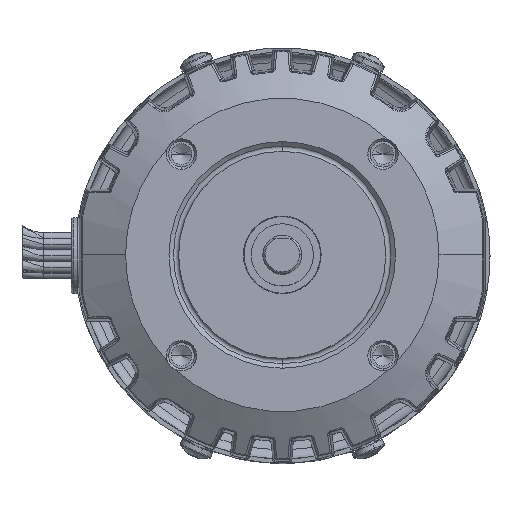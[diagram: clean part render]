
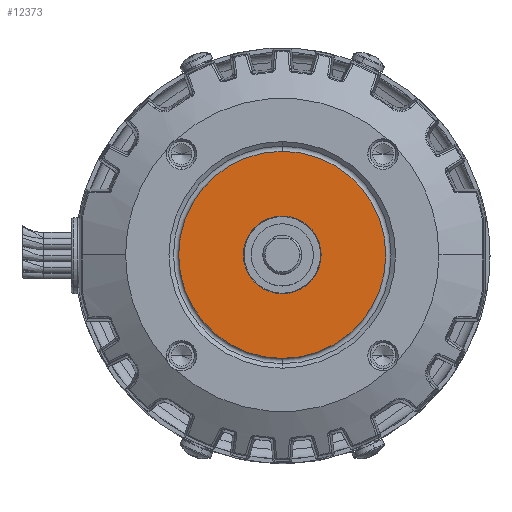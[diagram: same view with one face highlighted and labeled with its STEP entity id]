
A CAD part, top view. The second image highlights one B-rep face of the part: STEP entity #12373.
In plain terms, the highlighted planar face has unit normal (0, 0, 1).
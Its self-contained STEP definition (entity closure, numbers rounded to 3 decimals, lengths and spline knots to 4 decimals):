
#200 = ORIENTED_EDGE ( 'NONE', *, *, #72052, .T. ) ;
#201 = ORIENTED_EDGE ( 'NONE', *, *, #71052, .T. ) ;
#202 = ORIENTED_EDGE ( 'NONE', *, *, #72051, .F. ) ;
#203 = ORIENTED_EDGE ( 'NONE', *, *, #70426, .F. ) ;
#6766 = CARTESIAN_POINT ( 'NONE',  ( 0., 0., 1.433 ) ) ;
#6767 = DIRECTION ( 'NONE',  ( 0., 0., -1. ) ) ;
#6769 = DIRECTION ( 'NONE',  ( 0., 1., 0. ) ) ;
#7697 = CARTESIAN_POINT ( 'NONE',  ( 0., 0., 1.433 ) ) ;
#7699 = DIRECTION ( 'NONE',  ( 0., 0., -1. ) ) ;
#7701 = DIRECTION ( 'NONE',  ( 0., 1., 0. ) ) ;
#7705 = CARTESIAN_POINT ( 'NONE',  ( 0., 0., 1.433 ) ) ;
#7707 = DIRECTION ( 'NONE',  ( 0., 0., -1. ) ) ;
#7709 = DIRECTION ( 'NONE',  ( 0., 1., 0. ) ) ;
#9852 = CARTESIAN_POINT ( 'NONE',  ( 0., 0., 1.433 ) ) ;
#9855 = DIRECTION ( 'NONE',  ( 0., 0., -1. ) ) ;
#9858 = DIRECTION ( 'NONE',  ( 0., 1., 0. ) ) ;
#12373 = ADVANCED_FACE ( 'NONE', ( #19637, #19661 ), #59723, .T. ) ;
#16195 = CIRCLE ( 'NONE', #26718, 0.375 ) ;
#19637 = FACE_OUTER_BOUND ( 'NONE', #31762, .T. ) ;
#19661 = FACE_BOUND ( 'NONE', #37399, .T. ) ;
#26270 = AXIS2_PLACEMENT_3D ( 'NONE', #6766, #6767, #6769 ) ;
#26718 = AXIS2_PLACEMENT_3D ( 'NONE', #9852, #9855, #9858 ) ;
#27057 = AXIS2_PLACEMENT_3D ( 'NONE', #7697, #7699, #7701 ) ;
#27058 = AXIS2_PLACEMENT_3D ( 'NONE', #7705, #7707, #7709 ) ;
#31762 = EDGE_LOOP ( 'NONE', ( #203, #202 ) ) ;
#33109 = CARTESIAN_POINT ( 'NONE',  ( 0., -0.375, 1.433 ) ) ;
#33111 = CARTESIAN_POINT ( 'NONE',  ( 0., 0.375, 1.433 ) ) ;
#34045 = CARTESIAN_POINT ( 'NONE',  ( 0., 0.9992, 1.433 ) ) ;
#34056 = CARTESIAN_POINT ( 'NONE',  ( 0., -0.9992, 1.433 ) ) ;
#37399 = EDGE_LOOP ( 'NONE', ( #201, #200 ) ) ;
#48890 = VERTEX_POINT ( 'NONE', #33109 ) ;
#48891 = VERTEX_POINT ( 'NONE', #33111 ) ;
#52096 = AXIS2_PLACEMENT_3D ( 'NONE', #59750, #59709, #59584 ) ;
#52353 = VERTEX_POINT ( 'NONE', #34045 ) ;
#52371 = VERTEX_POINT ( 'NONE', #34056 ) ;
#57096 = CIRCLE ( 'NONE', #27058, 0.375 ) ;
#57097 = CIRCLE ( 'NONE', #27057, 0.9992 ) ;
#59584 = DIRECTION ( 'NONE',  ( 1., 0., 0. ) ) ;
#59630 = CIRCLE ( 'NONE', #26270, 0.9992 ) ;
#59709 = DIRECTION ( 'NONE',  ( 0., 0., 1. ) ) ;
#59723 = PLANE ( 'NONE',  #52096 ) ;
#59750 = CARTESIAN_POINT ( 'NONE',  ( 0., 0., 1.433 ) ) ;
#70426 = EDGE_CURVE ( 'NONE', #52353, #52371, #59630, .T. ) ;
#71052 = EDGE_CURVE ( 'NONE', #48891, #48890, #16195, .T. ) ;
#72051 = EDGE_CURVE ( 'NONE', #52371, #52353, #57097, .T. ) ;
#72052 = EDGE_CURVE ( 'NONE', #48890, #48891, #57096, .T. ) ;
